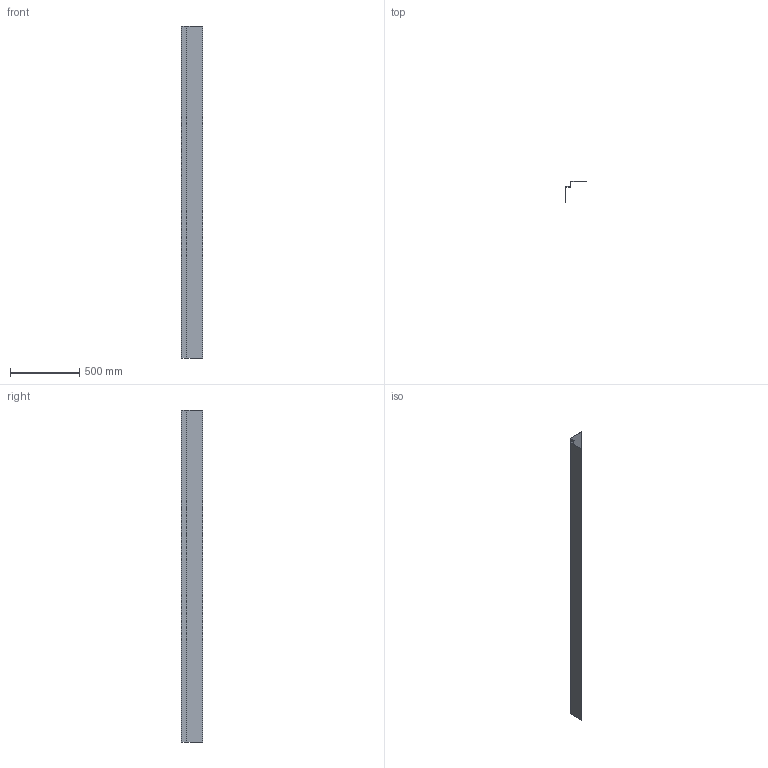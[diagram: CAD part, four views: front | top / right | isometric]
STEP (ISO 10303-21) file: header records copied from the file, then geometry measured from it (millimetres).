
FILE_DESCRIPTION(/* description */ (''),/* implementation_level */ '2;1');
FILE_NAME(/* name */ 'Inside corner.stp',/* time_stamp */ '2024-11-27T15:47:11+01:00',/* author */ ('konta'),/* organization */ (''),/* preprocessor_version */ 'ST-DEVELOPER v20',/* originating_system */ 'Autodesk Inventor 2025',/* authorisation */ '');
FILE_SCHEMA (('AUTOMOTIVE_DESIGN { 1 0 10303 214 3 1 1 }'));
Length unit declared in the file: millimetre
Products named in the file (1): Inside corner
Bounding box: 153.48 x 153.45 x 2400 mm (x, y, z)
Volume: 584802.9 mm3; surface area: 1466334.7 mm2
Topology: 1 solids, 1 shells, 30 faces, 60 edges, 32 vertices
Faces by surface type: plane 24, cylinder 6
Entity records: 787 total; most frequent: DIRECTION 134, CARTESIAN_POINT 123, ORIENTED_EDGE 120, EDGE_CURVE 60, LINE 48, VECTOR 48, AXIS2_PLACEMENT_3D 43, VERTEX_POINT 32
